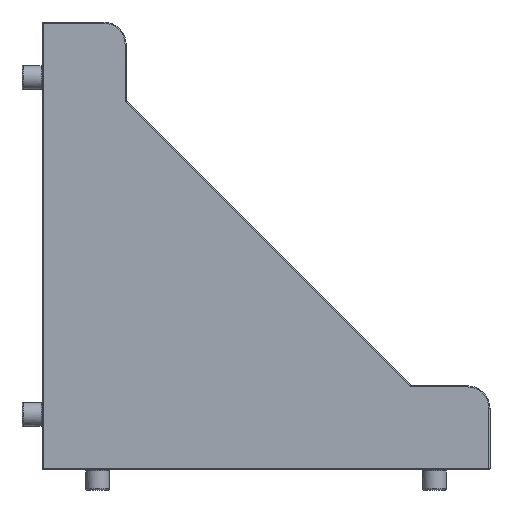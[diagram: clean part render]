
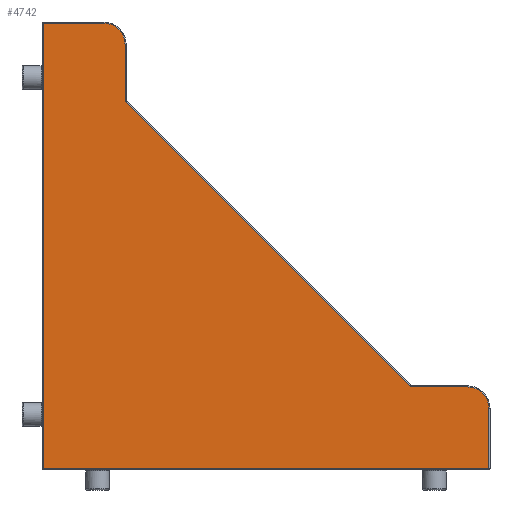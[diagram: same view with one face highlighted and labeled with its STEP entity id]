
A CAD part, front view. The second image highlights one B-rep face of the part: STEP entity #4742.
In plain terms, the highlighted planar face has unit normal (0, -1, 0).
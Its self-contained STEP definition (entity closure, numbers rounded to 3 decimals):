
#148=PLANE('',#5407);
#429=LINE('',#8865,#729);
#431=LINE('',#8877,#731);
#433=LINE('',#8889,#733);
#435=LINE('',#8901,#735);
#436=LINE('',#8910,#736);
#437=LINE('',#8915,#737);
#438=LINE('',#8921,#738);
#729=VECTOR('',#6893,10.);
#731=VECTOR('',#6907,10.);
#733=VECTOR('',#6921,10.);
#735=VECTOR('',#6935,10.);
#736=VECTOR('',#6948,10.);
#737=VECTOR('',#6955,10.);
#738=VECTOR('',#6966,10.);
#1197=FACE_OUTER_BOUND('',#1524,.T.);
#1524=EDGE_LOOP('',(#4245,#4246,#4247,#4248,#4249,#4250,#4251,#4252,#4253,
#4254,#4255));
#1874=CIRCLE('',#5368,1.9);
#1878=CIRCLE('',#5374,0.4);
#1882=CIRCLE('',#5380,0.4);
#1886=CIRCLE('',#5386,1.9);
#2267=VERTEX_POINT('',#8858);
#2270=VERTEX_POINT('',#8863);
#2271=VERTEX_POINT('',#8867);
#2273=VERTEX_POINT('',#8873);
#2275=VERTEX_POINT('',#8879);
#2277=VERTEX_POINT('',#8885);
#2279=VERTEX_POINT('',#8891);
#2281=VERTEX_POINT('',#8897);
#2283=VERTEX_POINT('',#8903);
#2284=VERTEX_POINT('',#8908);
#2285=VERTEX_POINT('',#8912);
#2923=EDGE_CURVE('',#2270,#2267,#429,.T.);
#2926=EDGE_CURVE('',#2267,#2271,#1874,.T.);
#2929=EDGE_CURVE('',#2271,#2273,#431,.T.);
#2932=EDGE_CURVE('',#2273,#2275,#1878,.T.);
#2935=EDGE_CURVE('',#2275,#2277,#433,.T.);
#2938=EDGE_CURVE('',#2277,#2279,#1882,.T.);
#2941=EDGE_CURVE('',#2279,#2281,#435,.T.);
#2944=EDGE_CURVE('',#2281,#2283,#1886,.T.);
#2946=EDGE_CURVE('',#2283,#2284,#436,.T.);
#2949=EDGE_CURVE('',#2284,#2285,#437,.T.);
#2953=EDGE_CURVE('',#2285,#2270,#438,.T.);
#4245=ORIENTED_EDGE('',*,*,#2923,.F.);
#4246=ORIENTED_EDGE('',*,*,#2953,.F.);
#4247=ORIENTED_EDGE('',*,*,#2949,.F.);
#4248=ORIENTED_EDGE('',*,*,#2946,.F.);
#4249=ORIENTED_EDGE('',*,*,#2944,.F.);
#4250=ORIENTED_EDGE('',*,*,#2941,.F.);
#4251=ORIENTED_EDGE('',*,*,#2938,.F.);
#4252=ORIENTED_EDGE('',*,*,#2935,.F.);
#4253=ORIENTED_EDGE('',*,*,#2932,.F.);
#4254=ORIENTED_EDGE('',*,*,#2929,.F.);
#4255=ORIENTED_EDGE('',*,*,#2926,.F.);
#4742=ADVANCED_FACE('',(#1197),#148,.F.);
#5368=AXIS2_PLACEMENT_3D('',#8871,#6900,#6901);
#5374=AXIS2_PLACEMENT_3D('',#8883,#6914,#6915);
#5380=AXIS2_PLACEMENT_3D('',#8895,#6928,#6929);
#5386=AXIS2_PLACEMENT_3D('',#8906,#6942,#6943);
#5407=AXIS2_PLACEMENT_3D('',#8934,#6989,#6990);
#6893=DIRECTION('',(1.,0.,0.));
#6900=DIRECTION('center_axis',(0.,1.,0.));
#6901=DIRECTION('ref_axis',(0.707,0.,0.707));
#6907=DIRECTION('',(0.,0.,-1.));
#6914=DIRECTION('center_axis',(0.,-1.,0.));
#6915=DIRECTION('ref_axis',(-0.924,0.,-0.383));
#6921=DIRECTION('',(0.707,0.,-0.707));
#6928=DIRECTION('center_axis',(0.,-1.,0.));
#6929=DIRECTION('ref_axis',(-0.383,0.,-0.924));
#6935=DIRECTION('',(1.,0.,0.));
#6942=DIRECTION('center_axis',(0.,1.,0.));
#6943=DIRECTION('ref_axis',(0.707,0.,0.707));
#6948=DIRECTION('',(0.,0.,-1.));
#6955=DIRECTION('',(-1.,0.,0.));
#6966=DIRECTION('',(0.,0.,1.));
#6989=DIRECTION('center_axis',(0.,1.,0.));
#6990=DIRECTION('ref_axis',(1.,0.,0.));
#8858=CARTESIAN_POINT('',(5.5,0.,39.9));
#8863=CARTESIAN_POINT('',(0.1,0.,39.9));
#8865=CARTESIAN_POINT('',(10.,0.,39.9));
#8867=CARTESIAN_POINT('',(7.4,0.,38.));
#8871=CARTESIAN_POINT('Origin',(5.5,0.,38.));
#8873=CARTESIAN_POINT('',(7.4,0.,33.124));
#8877=CARTESIAN_POINT('',(7.4,0.,30.));
#8879=CARTESIAN_POINT('',(7.517,0.,32.841));
#8883=CARTESIAN_POINT('Origin',(7.8,0.,33.124));
#8885=CARTESIAN_POINT('',(32.841,0.,7.517));
#8889=CARTESIAN_POINT('',(13.804,0.,26.554));
#8891=CARTESIAN_POINT('',(33.124,0.,7.4));
#8895=CARTESIAN_POINT('Origin',(33.124,0.,7.8));
#8897=CARTESIAN_POINT('',(38.,0.,7.4));
#8901=CARTESIAN_POINT('',(26.5,0.,7.4));
#8903=CARTESIAN_POINT('',(39.9,0.,5.5));
#8906=CARTESIAN_POINT('Origin',(38.,0.,5.5));
#8908=CARTESIAN_POINT('',(39.9,0.,0.1));
#8910=CARTESIAN_POINT('',(39.9,0.,13.75));
#8912=CARTESIAN_POINT('',(0.1,0.,0.1));
#8915=CARTESIAN_POINT('',(30.,0.,0.1));
#8921=CARTESIAN_POINT('',(0.1,0.,10.));
#8934=CARTESIAN_POINT('Origin',(20.,0.,20.));
